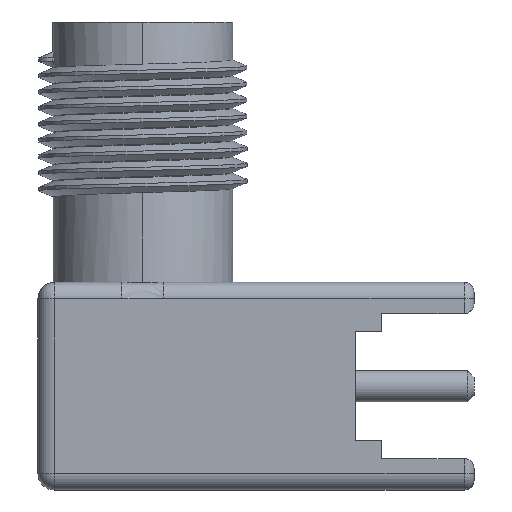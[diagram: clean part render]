
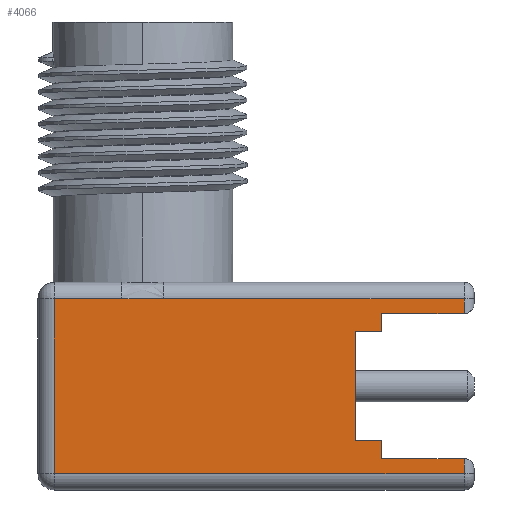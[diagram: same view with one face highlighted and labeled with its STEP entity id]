
A CAD part, left-side view. The second image highlights one B-rep face of the part: STEP entity #4066.
In plain terms, the highlighted planar face has unit normal (-1, 0, 0).
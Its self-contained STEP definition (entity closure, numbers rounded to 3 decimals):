
#34 = DIRECTION ( 'NONE',  ( 0., 0., -1. ) ) ;
#39 = ORIENTED_EDGE ( 'NONE', *, *, #1669, .F. ) ;
#84 = LINE ( 'NONE', #3543, #1294 ) ;
#117 = CARTESIAN_POINT ( 'NONE',  ( -3.15, -2.5, -2.2 ) ) ;
#216 = EDGE_CURVE ( 'NONE', #433, #4561, #4184, .T. ) ;
#231 = LINE ( 'NONE', #827, #5093 ) ;
#273 = EDGE_CURVE ( 'NONE', #4495, #4319, #4568, .T. ) ;
#327 = ORIENTED_EDGE ( 'NONE', *, *, #3653, .T. ) ;
#342 = LINE ( 'NONE', #4537, #3160 ) ;
#347 = EDGE_CURVE ( 'NONE', #2786, #5016, #3059, .T. ) ;
#433 = VERTEX_POINT ( 'NONE', #1512 ) ;
#435 = LINE ( 'NONE', #4247, #1887 ) ;
#444 = FACE_OUTER_BOUND ( 'NONE', #957, .T. ) ;
#529 = EDGE_CURVE ( 'NONE', #1437, #3870, #342, .T. ) ;
#535 = PLANE ( 'NONE',  #5084 ) ;
#616 = CARTESIAN_POINT ( 'NONE',  ( -3.15, 0.8, 1.65 ) ) ;
#621 = VERTEX_POINT ( 'NONE', #616 ) ;
#653 = DIRECTION ( 'NONE',  ( 0., -1., 0. ) ) ;
#668 = DIRECTION ( 'NONE',  ( 0., 1., 0. ) ) ;
#686 = CARTESIAN_POINT ( 'NONE',  ( -3.15, 10.43, -2.65 ) ) ;
#698 = VECTOR ( 'NONE', #2648, 1000. ) ;
#797 = VECTOR ( 'NONE', #2816, 1000. ) ;
#827 = CARTESIAN_POINT ( 'NONE',  ( -3.15, 0.8, 1.65 ) ) ;
#874 = DIRECTION ( 'NONE',  ( 0., 1., 0. ) ) ;
#957 = EDGE_LOOP ( 'NONE', ( #3803, #1110, #327, #2499, #3389, #4993, #1938, #4373, #2736, #3740, #3293, #39, #3808, #2388 ) ) ;
#984 = EDGE_CURVE ( 'NONE', #2680, #3870, #3628, .T. ) ;
#1068 = LINE ( 'NONE', #686, #5292 ) ;
#1110 = ORIENTED_EDGE ( 'NONE', *, *, #4656, .T. ) ;
#1186 = CARTESIAN_POINT ( 'NONE',  ( -3.15, 6.615, 2.65 ) ) ;
#1213 = CARTESIAN_POINT ( 'NONE',  ( -3.15, 7.462, 2.656 ) ) ;
#1294 = VECTOR ( 'NONE', #1454, 1000. ) ;
#1311 = VECTOR ( 'NONE', #4430, 1000. ) ;
#1355 = CARTESIAN_POINT ( 'NONE',  ( -3.15, 10.43, -3.15 ) ) ;
#1425 = CARTESIAN_POINT ( 'NONE',  ( -3.15, 0., -3.15 ) ) ;
#1437 = VERTEX_POINT ( 'NONE', #4573 ) ;
#1454 = DIRECTION ( 'NONE',  ( 0., 0., 1. ) ) ;
#1512 = CARTESIAN_POINT ( 'NONE',  ( -3.15, 9.93, 2.65 ) ) ;
#1531 = CARTESIAN_POINT ( 'NONE',  ( -3.15, -2.5, -2.65 ) ) ;
#1550 = CARTESIAN_POINT ( 'NONE',  ( -3.15, 10.43, 2.65 ) ) ;
#1583 = VECTOR ( 'NONE', #653, 1000. ) ;
#1587 = LINE ( 'NONE', #3299, #2549 ) ;
#1654 = CARTESIAN_POINT ( 'NONE',  ( -3.15, 0., -1.65 ) ) ;
#1669 = EDGE_CURVE ( 'NONE', #621, #2652, #1587, .T. ) ;
#1789 = LINE ( 'NONE', #1425, #698 ) ;
#1851 = EDGE_CURVE ( 'NONE', #5016, #433, #5226, .T. ) ;
#1887 = VECTOR ( 'NONE', #3885, 1000. ) ;
#1921 = CARTESIAN_POINT ( 'NONE',  ( -3.15, 0., 2.2 ) ) ;
#1925 = EDGE_CURVE ( 'NONE', #621, #2680, #231, .T. ) ;
#1938 = ORIENTED_EDGE ( 'NONE', *, *, #2203, .T. ) ;
#1976 = VERTEX_POINT ( 'NONE', #4911 ) ;
#2031 = VECTOR ( 'NONE', #3844, 1000. ) ;
#2033 = EDGE_CURVE ( 'NONE', #4319, #1976, #435, .T. ) ;
#2036 = CARTESIAN_POINT ( 'NONE',  ( -3.15, 7.885, 2.65 ) ) ;
#2071 = CARTESIAN_POINT ( 'NONE',  ( -3.15, 0., 1.65 ) ) ;
#2163 = CARTESIAN_POINT ( 'NONE',  ( -3.15, 7.885, 2.65 ) ) ;
#2203 = EDGE_CURVE ( 'NONE', #4561, #4495, #1068, .T. ) ;
#2220 = EDGE_CURVE ( 'NONE', #2652, #2700, #3934, .T. ) ;
#2358 = CARTESIAN_POINT ( 'NONE',  ( -3.15, 0., -3.15 ) ) ;
#2388 = ORIENTED_EDGE ( 'NONE', *, *, #984, .T. ) ;
#2499 = ORIENTED_EDGE ( 'NONE', *, *, #347, .T. ) ;
#2549 = VECTOR ( 'NONE', #34, 1000. ) ;
#2648 = DIRECTION ( 'NONE',  ( 0., 0., 1. ) ) ;
#2652 = VERTEX_POINT ( 'NONE', #3190 ) ;
#2680 = VERTEX_POINT ( 'NONE', #2071 ) ;
#2700 = VERTEX_POINT ( 'NONE', #1654 ) ;
#2736 = ORIENTED_EDGE ( 'NONE', *, *, #2033, .T. ) ;
#2767 = CARTESIAN_POINT ( 'NONE',  ( -3.15, 0.8, -1.65 ) ) ;
#2786 = VERTEX_POINT ( 'NONE', #1186 ) ;
#2816 = DIRECTION ( 'NONE',  ( 0., 0., 1. ) ) ;
#3002 = DIRECTION ( 'NONE',  ( 1., 0., 0. ) ) ;
#3033 = CARTESIAN_POINT ( 'NONE',  ( -3.15, 10.43, 2.65 ) ) ;
#3059 = B_SPLINE_CURVE_WITH_KNOTS ( 'NONE', 3,
 ( #5283, #4451, #3255, #1213, #4468, #2036 ),
 .UNSPECIFIED., .F., .F.,
 ( 4, 2, 4 ),
 ( 0., 0.001, 0.001 ),
 .UNSPECIFIED. ) ;
#3160 = VECTOR ( 'NONE', #874, 1000. ) ;
#3190 = CARTESIAN_POINT ( 'NONE',  ( -3.15, 0.8, -1.65 ) ) ;
#3255 = CARTESIAN_POINT ( 'NONE',  ( -3.15, 7.038, 2.656 ) ) ;
#3293 = ORIENTED_EDGE ( 'NONE', *, *, #2220, .F. ) ;
#3299 = CARTESIAN_POINT ( 'NONE',  ( -3.15, 0.8, 1.65 ) ) ;
#3309 = VECTOR ( 'NONE', #668, 1000. ) ;
#3388 = CARTESIAN_POINT ( 'NONE',  ( -3.15, -2.5, 2.65 ) ) ;
#3389 = ORIENTED_EDGE ( 'NONE', *, *, #1851, .T. ) ;
#3417 = DIRECTION ( 'NONE',  ( 0., 0., -1. ) ) ;
#3543 = CARTESIAN_POINT ( 'NONE',  ( -3.15, -2.5, 2.65 ) ) ;
#3628 = LINE ( 'NONE', #2358, #4586 ) ;
#3653 = EDGE_CURVE ( 'NONE', #4144, #2786, #5027, .T. ) ;
#3740 = ORIENTED_EDGE ( 'NONE', *, *, #4288, .T. ) ;
#3803 = ORIENTED_EDGE ( 'NONE', *, *, #529, .F. ) ;
#3808 = ORIENTED_EDGE ( 'NONE', *, *, #1925, .T. ) ;
#3844 = DIRECTION ( 'NONE',  ( 0., 1., 0. ) ) ;
#3870 = VERTEX_POINT ( 'NONE', #1921 ) ;
#3885 = DIRECTION ( 'NONE',  ( 0., 1., 0. ) ) ;
#3934 = LINE ( 'NONE', #2767, #1583 ) ;
#4066 = ADVANCED_FACE ( 'NONE', ( #444 ), #535, .F. ) ;
#4144 = VERTEX_POINT ( 'NONE', #3388 ) ;
#4184 = LINE ( 'NONE', #5249, #1311 ) ;
#4247 = CARTESIAN_POINT ( 'NONE',  ( -3.15, -2.8, -2.2 ) ) ;
#4288 = EDGE_CURVE ( 'NONE', #1976, #2700, #1789, .T. ) ;
#4319 = VERTEX_POINT ( 'NONE', #117 ) ;
#4338 = DIRECTION ( 'NONE',  ( 0., -1., 0. ) ) ;
#4373 = ORIENTED_EDGE ( 'NONE', *, *, #273, .T. ) ;
#4430 = DIRECTION ( 'NONE',  ( 0., 0., -1. ) ) ;
#4451 = CARTESIAN_POINT ( 'NONE',  ( -3.15, 6.827, 2.65 ) ) ;
#4468 = CARTESIAN_POINT ( 'NONE',  ( -3.15, 7.673, 2.65 ) ) ;
#4495 = VERTEX_POINT ( 'NONE', #1531 ) ;
#4514 = DIRECTION ( 'NONE',  ( 0., -1., 0. ) ) ;
#4537 = CARTESIAN_POINT ( 'NONE',  ( -3.15, -2.8, 2.2 ) ) ;
#4561 = VERTEX_POINT ( 'NONE', #4733 ) ;
#4568 = LINE ( 'NONE', #5264, #797 ) ;
#4573 = CARTESIAN_POINT ( 'NONE',  ( -3.15, -2.5, 2.2 ) ) ;
#4586 = VECTOR ( 'NONE', #5273, 1000. ) ;
#4656 = EDGE_CURVE ( 'NONE', #1437, #4144, #84, .T. ) ;
#4733 = CARTESIAN_POINT ( 'NONE',  ( -3.15, 9.93, -2.65 ) ) ;
#4911 = CARTESIAN_POINT ( 'NONE',  ( -3.15, 0., -2.2 ) ) ;
#4993 = ORIENTED_EDGE ( 'NONE', *, *, #216, .T. ) ;
#5016 = VERTEX_POINT ( 'NONE', #2163 ) ;
#5027 = LINE ( 'NONE', #1550, #3309 ) ;
#5084 = AXIS2_PLACEMENT_3D ( 'NONE', #1355, #3002, #3417 ) ;
#5093 = VECTOR ( 'NONE', #4514, 1000. ) ;
#5226 = LINE ( 'NONE', #3033, #2031 ) ;
#5249 = CARTESIAN_POINT ( 'NONE',  ( -3.15, 9.93, -3.15 ) ) ;
#5264 = CARTESIAN_POINT ( 'NONE',  ( -3.15, -2.5, -2.2 ) ) ;
#5273 = DIRECTION ( 'NONE',  ( 0., 0., 1. ) ) ;
#5283 = CARTESIAN_POINT ( 'NONE',  ( -3.15, 6.615, 2.65 ) ) ;
#5292 = VECTOR ( 'NONE', #4338, 1000. ) ;
